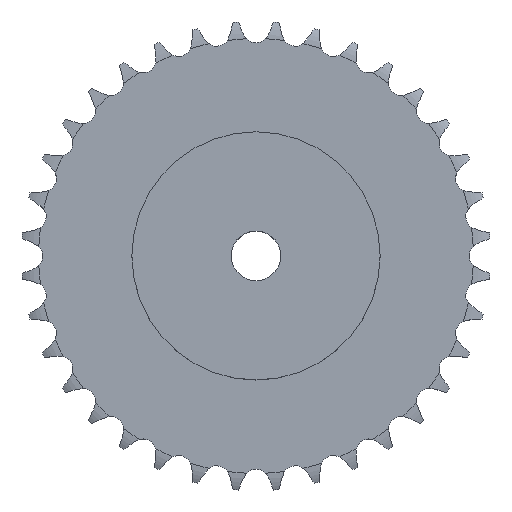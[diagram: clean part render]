
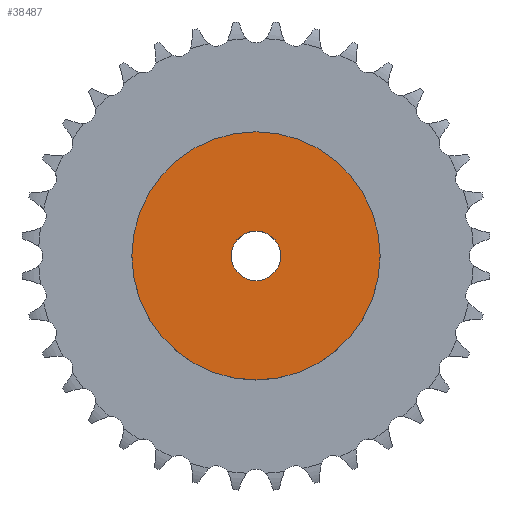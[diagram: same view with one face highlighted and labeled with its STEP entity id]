
A CAD part, top view. The second image highlights one B-rep face of the part: STEP entity #38487.
In plain terms, the highlighted planar face has unit normal (0, 0, 1).
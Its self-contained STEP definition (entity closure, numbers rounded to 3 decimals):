
#4461 = CYLINDRICAL_SURFACE('',#4462,50.);
#4462 = AXIS2_PLACEMENT_3D('',#4463,#4464,#4465);
#4463 = CARTESIAN_POINT('',(0.,0.,0.));
#4464 = DIRECTION('',(-0.,-0.,-1.));
#4465 = DIRECTION('',(1.,0.,0.));
#24056 = VERTEX_POINT('',#24057);
#24057 = CARTESIAN_POINT('',(50.,0.,35.));
#24078 = EDGE_CURVE('',#24056,#24056,#24079,.T.);
#24079 = SURFACE_CURVE('',#24080,(#24085,#24092),.PCURVE_S1.);
#24080 = CIRCLE('',#24081,50.);
#24081 = AXIS2_PLACEMENT_3D('',#24082,#24083,#24084);
#24082 = CARTESIAN_POINT('',(0.,0.,35.));
#24083 = DIRECTION('',(0.,0.,1.));
#24084 = DIRECTION('',(1.,0.,0.));
#24085 = PCURVE('',#4461,#24086);
#24086 = DEFINITIONAL_REPRESENTATION('',(#24087),#24091);
#24087 = LINE('',#24088,#24089);
#24088 = CARTESIAN_POINT('',(-0.,-35.));
#24089 = VECTOR('',#24090,1.);
#24090 = DIRECTION('',(-1.,0.));
#24091 = ( GEOMETRIC_REPRESENTATION_CONTEXT(2) 
PARAMETRIC_REPRESENTATION_CONTEXT() REPRESENTATION_CONTEXT('2D SPACE',''
  ) );
#24092 = PCURVE('',#24093,#24098);
#24093 = PLANE('',#24094);
#24094 = AXIS2_PLACEMENT_3D('',#24095,#24096,#24097);
#24095 = CARTESIAN_POINT('',(0.,0.,35.)
  );
#24096 = DIRECTION('',(0.,0.,1.));
#24097 = DIRECTION('',(1.,0.,0.));
#24098 = DEFINITIONAL_REPRESENTATION('',(#24099),#24103);
#24099 = CIRCLE('',#24100,50.);
#24100 = AXIS2_PLACEMENT_2D('',#24101,#24102);
#24101 = CARTESIAN_POINT('',(0.,0.));
#24102 = DIRECTION('',(1.,0.));
#24103 = ( GEOMETRIC_REPRESENTATION_CONTEXT(2) 
PARAMETRIC_REPRESENTATION_CONTEXT() REPRESENTATION_CONTEXT('2D SPACE',''
  ) );
#32561 = CYLINDRICAL_SURFACE('',#32562,10.);
#32562 = AXIS2_PLACEMENT_3D('',#32563,#32564,#32565);
#32563 = CARTESIAN_POINT('',(0.,0.,284.867));
#32564 = DIRECTION('',(0.,0.,1.));
#32565 = DIRECTION('',(1.,0.,0.));
#38487 = ADVANCED_FACE('',(#38488,#38491),#24093,.T.);
#38488 = FACE_BOUND('',#38489,.T.);
#38489 = EDGE_LOOP('',(#38490));
#38490 = ORIENTED_EDGE('',*,*,#24078,.T.);
#38491 = FACE_BOUND('',#38492,.T.);
#38492 = EDGE_LOOP('',(#38493));
#38493 = ORIENTED_EDGE('',*,*,#38494,.F.);
#38494 = EDGE_CURVE('',#38495,#38495,#38497,.T.);
#38495 = VERTEX_POINT('',#38496);
#38496 = CARTESIAN_POINT('',(10.,0.,35.));
#38497 = SURFACE_CURVE('',#38498,(#38503,#38510),.PCURVE_S1.);
#38498 = CIRCLE('',#38499,10.);
#38499 = AXIS2_PLACEMENT_3D('',#38500,#38501,#38502);
#38500 = CARTESIAN_POINT('',(0.,0.,35.));
#38501 = DIRECTION('',(0.,0.,1.));
#38502 = DIRECTION('',(1.,0.,0.));
#38503 = PCURVE('',#24093,#38504);
#38504 = DEFINITIONAL_REPRESENTATION('',(#38505),#38509);
#38505 = CIRCLE('',#38506,10.);
#38506 = AXIS2_PLACEMENT_2D('',#38507,#38508);
#38507 = CARTESIAN_POINT('',(0.,0.));
#38508 = DIRECTION('',(1.,0.));
#38509 = ( GEOMETRIC_REPRESENTATION_CONTEXT(2) 
PARAMETRIC_REPRESENTATION_CONTEXT() REPRESENTATION_CONTEXT('2D SPACE',''
  ) );
#38510 = PCURVE('',#32561,#38511);
#38511 = DEFINITIONAL_REPRESENTATION('',(#38512),#38516);
#38512 = LINE('',#38513,#38514);
#38513 = CARTESIAN_POINT('',(0.,-249.867));
#38514 = VECTOR('',#38515,1.);
#38515 = DIRECTION('',(1.,0.));
#38516 = ( GEOMETRIC_REPRESENTATION_CONTEXT(2) 
PARAMETRIC_REPRESENTATION_CONTEXT() REPRESENTATION_CONTEXT('2D SPACE',''
  ) );
